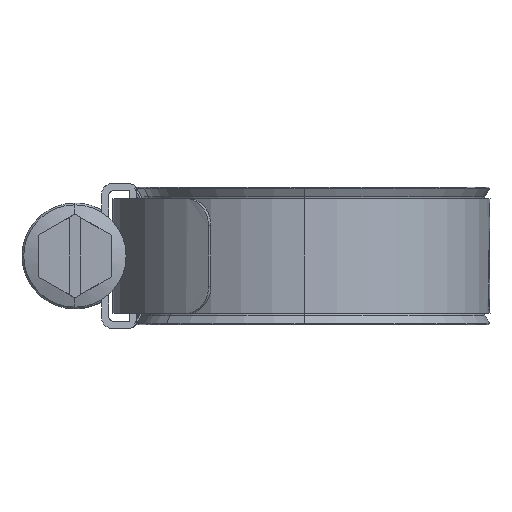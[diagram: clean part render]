
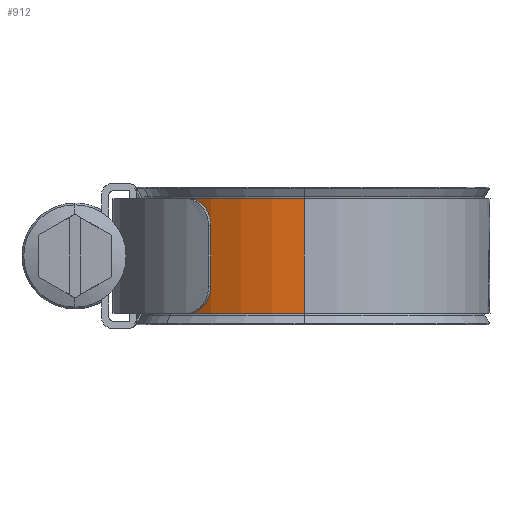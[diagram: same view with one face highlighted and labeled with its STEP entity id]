
A CAD part, left-side view. The second image highlights one B-rep face of the part: STEP entity #912.
In plain terms, the highlighted cylindrical face has radius 20.53 mm (diameter 41.06 mm), a partial arc.
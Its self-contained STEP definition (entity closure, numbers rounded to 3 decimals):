
#76 = FACE_OUTER_BOUND ( 'NONE', #1471, .T. ) ;
#95 = CARTESIAN_POINT ( 'NONE',  ( -20.53, 0., -6.35 ) ) ;
#109 = DIRECTION ( 'NONE',  ( 0., 0., 1. ) ) ;
#395 = ORIENTED_EDGE ( 'NONE', *, *, #8046, .T. ) ;
#835 = EDGE_CURVE ( 'NONE', #2946, #2784, #3859, .T. ) ;
#912 = ADVANCED_FACE ( 'NONE', ( #76 ), #9367, .T. ) ;
#1045 = ORIENTED_EDGE ( 'NONE', *, *, #835, .F. ) ;
#1471 = EDGE_LOOP ( 'NONE', ( #1045, #8761, #11251, #395 ) ) ;
#1673 = DIRECTION ( 'NONE',  ( 1., 0., 0. ) ) ;
#2784 = VERTEX_POINT ( 'NONE', #95 ) ;
#2805 = CARTESIAN_POINT ( 'NONE',  ( -20.53, 0., 6.35 ) ) ;
#2860 = VERTEX_POINT ( 'NONE', #10570 ) ;
#2946 = VERTEX_POINT ( 'NONE', #7177 ) ;
#3332 = CIRCLE ( 'NONE', #4430, 20.53 ) ;
#3509 = CARTESIAN_POINT ( 'NONE',  ( 0., 20.53, 6.35 ) ) ;
#3859 = LINE ( 'NONE', #2805, #12386 ) ;
#4122 = EDGE_CURVE ( 'NONE', #11625, #2860, #10136, .T. ) ;
#4371 = AXIS2_PLACEMENT_3D ( 'NONE', #6435, #5093, #11585 ) ;
#4430 = AXIS2_PLACEMENT_3D ( 'NONE', #9158, #10285, #1673 ) ;
#5093 = DIRECTION ( 'NONE',  ( 0., 0., -1. ) ) ;
#6227 = VECTOR ( 'NONE', #12990, 1000. ) ;
#6435 = CARTESIAN_POINT ( 'NONE',  ( 0., 0., 6.35 ) ) ;
#7177 = CARTESIAN_POINT ( 'NONE',  ( -20.53, 0., 6.35 ) ) ;
#7986 = DIRECTION ( 'NONE',  ( 0., 0., -1. ) ) ;
#8046 = EDGE_CURVE ( 'NONE', #2860, #2784, #13310, .T. ) ;
#8547 = EDGE_CURVE ( 'NONE', #11625, #2946, #3332, .T. ) ;
#8761 = ORIENTED_EDGE ( 'NONE', *, *, #8547, .F. ) ;
#9158 = CARTESIAN_POINT ( 'NONE',  ( 0., 0., 6.35 ) ) ;
#9367 = CYLINDRICAL_SURFACE ( 'NONE', #4371, 20.53 ) ;
#9690 = CARTESIAN_POINT ( 'NONE',  ( 0., 0., -6.35 ) ) ;
#10126 = CARTESIAN_POINT ( 'NONE',  ( 0., 20.53, 6.35 ) ) ;
#10136 = LINE ( 'NONE', #3509, #6227 ) ;
#10285 = DIRECTION ( 'NONE',  ( 0., 0., 1. ) ) ;
#10449 = DIRECTION ( 'NONE',  ( 1., 0., 0. ) ) ;
#10570 = CARTESIAN_POINT ( 'NONE',  ( 0., 20.53, -6.35 ) ) ;
#11251 = ORIENTED_EDGE ( 'NONE', *, *, #4122, .T. ) ;
#11309 = AXIS2_PLACEMENT_3D ( 'NONE', #9690, #109, #10449 ) ;
#11585 = DIRECTION ( 'NONE',  ( -1., 0., 0. ) ) ;
#11625 = VERTEX_POINT ( 'NONE', #10126 ) ;
#12386 = VECTOR ( 'NONE', #7986, 1000. ) ;
#12990 = DIRECTION ( 'NONE',  ( 0., 0., -1. ) ) ;
#13310 = CIRCLE ( 'NONE', #11309, 20.53 ) ;
